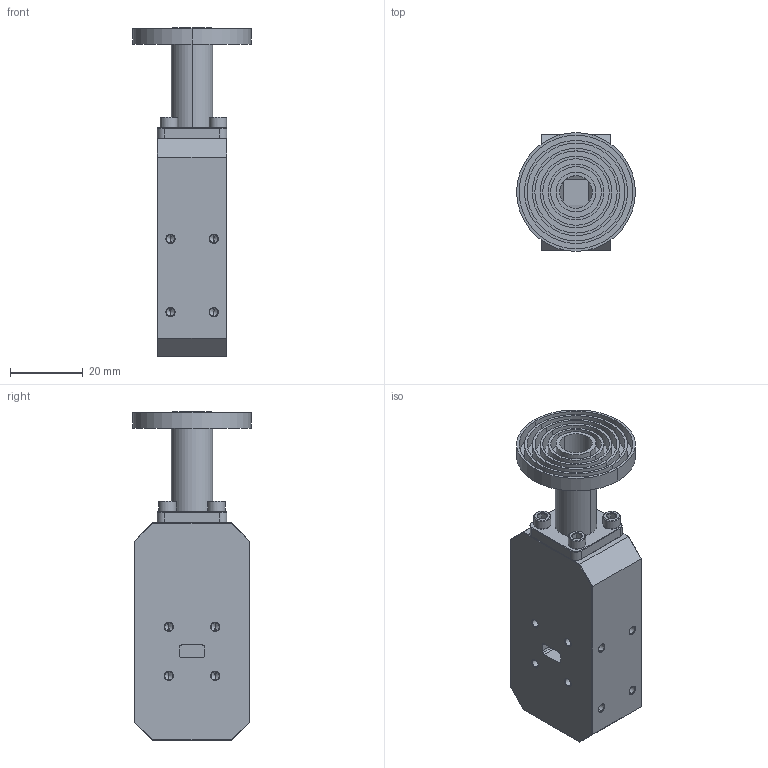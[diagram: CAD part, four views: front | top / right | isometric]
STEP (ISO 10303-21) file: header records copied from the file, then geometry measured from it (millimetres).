
FILE_DESCRIPTION (( 'STEP AP203' ), '1' );
FILE_NAME ('FMWAN028-10OMT_3D.step', '2022-12-29T19:28:39', ( '' ), ( '' ), 'SwSTEP 2.0', 'SolidWorks 2021', '' );
FILE_SCHEMA (( 'CONFIG_CONTROL_DESIGN' ));
Length unit declared in the file: inch
Products named in the file (1): FMWAN028-10OMT_3D
Bounding box: 32.6 x 32.6 x 90.31 mm (x, y, z)
Volume: 37738.2 mm3; surface area: 16963.4 mm2
Topology: 1 solids, 21 shells, 711 faces, 1618 edges, 940 vertices
Faces by surface type: plane 271, cone 216, cylinder 204, torus 16, bspline 4
Full cylindrical faces by diameter (mm): 2.972 x4, 4.755 x4
Entity records: 19467 total; most frequent: DIRECTION 3556, CARTESIAN_POINT 3532, ORIENTED_EDGE 3044, EDGE_CURVE 1522, AXIS2_PLACEMENT_3D 1376, VERTEX_POINT 934, EDGE_LOOP 816, LINE 804
